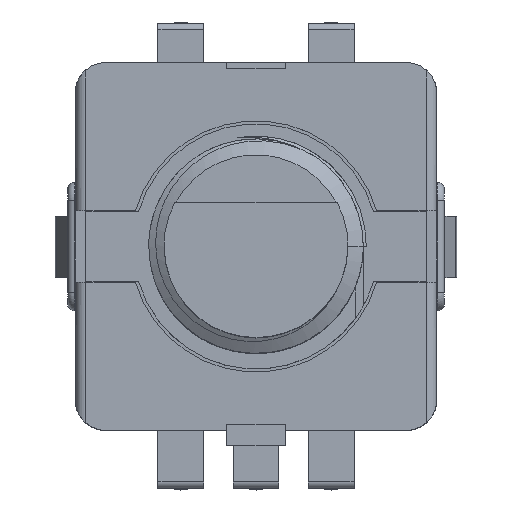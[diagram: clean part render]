
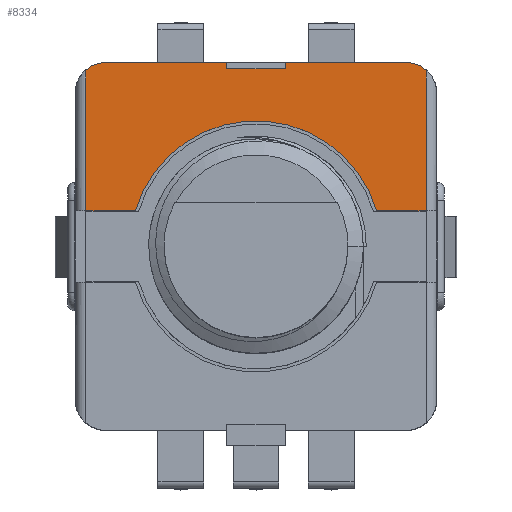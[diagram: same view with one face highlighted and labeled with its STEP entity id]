
A CAD part, top view. The second image highlights one B-rep face of the part: STEP entity #8334.
In plain terms, the highlighted planar face has unit normal (0, 0, 1).
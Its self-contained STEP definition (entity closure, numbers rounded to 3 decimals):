
#295=CIRCLE('',#8974,1.);
#297=CIRCLE('',#8977,4.1);
#298=CIRCLE('',#8978,1.);
#703=FACE_OUTER_BOUND('',#1176,.T.);
#1176=EDGE_LOOP('',(#6138,#6139,#6140,#6141,#6142,#6143,#6144,#6145,#6146,
#6147,#6148,#6149));
#1770=LINE('',#12551,#2643);
#1809=LINE('',#12658,#2682);
#1814=LINE('',#12676,#2687);
#1815=LINE('',#12678,#2688);
#1816=LINE('',#12682,#2689);
#1817=LINE('',#12684,#2690);
#1818=LINE('',#12686,#2691);
#1819=LINE('',#12688,#2692);
#1820=LINE('',#12689,#2693);
#2643=VECTOR('',#10307,1.);
#2682=VECTOR('',#10412,1.);
#2687=VECTOR('',#10431,1.);
#2688=VECTOR('',#10432,1.);
#2689=VECTOR('',#10435,1.);
#2690=VECTOR('',#10436,1.);
#2691=VECTOR('',#10437,1.);
#2692=VECTOR('',#10438,1.);
#2693=VECTOR('',#10439,1.);
#3491=VERTEX_POINT('',#12548);
#3492=VERTEX_POINT('',#12550);
#3518=VERTEX_POINT('',#12657);
#3521=VERTEX_POINT('',#12667);
#3523=VERTEX_POINT('',#12673);
#3524=VERTEX_POINT('',#12675);
#3525=VERTEX_POINT('',#12677);
#3526=VERTEX_POINT('',#12679);
#3527=VERTEX_POINT('',#12681);
#3528=VERTEX_POINT('',#12683);
#3529=VERTEX_POINT('',#12685);
#3530=VERTEX_POINT('',#12687);
#4398=EDGE_CURVE('',#3491,#3492,#1770,.T.);
#4449=EDGE_CURVE('',#3491,#3518,#1809,.T.);
#4454=EDGE_CURVE('',#3521,#3492,#295,.T.);
#4457=EDGE_CURVE('',#3523,#3518,#297,.T.);
#4458=EDGE_CURVE('',#3524,#3523,#1814,.T.);
#4459=EDGE_CURVE('',#3524,#3525,#1815,.T.);
#4460=EDGE_CURVE('',#3526,#3525,#298,.T.);
#4461=EDGE_CURVE('',#3527,#3526,#1816,.T.);
#4462=EDGE_CURVE('',#3528,#3527,#1817,.T.);
#4463=EDGE_CURVE('',#3529,#3528,#1818,.T.);
#4464=EDGE_CURVE('',#3530,#3529,#1819,.T.);
#4465=EDGE_CURVE('',#3521,#3530,#1820,.T.);
#6138=ORIENTED_EDGE('',*,*,#4449,.T.);
#6139=ORIENTED_EDGE('',*,*,#4457,.F.);
#6140=ORIENTED_EDGE('',*,*,#4458,.F.);
#6141=ORIENTED_EDGE('',*,*,#4459,.T.);
#6142=ORIENTED_EDGE('',*,*,#4460,.F.);
#6143=ORIENTED_EDGE('',*,*,#4461,.F.);
#6144=ORIENTED_EDGE('',*,*,#4462,.F.);
#6145=ORIENTED_EDGE('',*,*,#4463,.F.);
#6146=ORIENTED_EDGE('',*,*,#4464,.F.);
#6147=ORIENTED_EDGE('',*,*,#4465,.F.);
#6148=ORIENTED_EDGE('',*,*,#4454,.T.);
#6149=ORIENTED_EDGE('',*,*,#4398,.F.);
#7546=PLANE('',#8976);
#8334=ADVANCED_FACE('',(#703),#7546,.F.);
#8974=AXIS2_PLACEMENT_3D('',#12668,#10422,#10423);
#8976=AXIS2_PLACEMENT_3D('',#12672,#10427,#10428);
#8977=AXIS2_PLACEMENT_3D('',#12674,#10429,#10430);
#8978=AXIS2_PLACEMENT_3D('',#12680,#10433,#10434);
#10307=DIRECTION('',(0.,1.,0.));
#10412=DIRECTION('',(1.,0.,0.));
#10422=DIRECTION('center_axis',(0.,0.,1.));
#10423=DIRECTION('ref_axis',(1.,0.,0.));
#10427=DIRECTION('center_axis',(0.,0.,-1.));
#10428=DIRECTION('ref_axis',(1.,0.,0.));
#10429=DIRECTION('center_axis',(0.,0.,1.));
#10430=DIRECTION('ref_axis',(-1.,0.,0.));
#10431=DIRECTION('',(-1.,0.,0.));
#10432=DIRECTION('',(0.,1.,0.));
#10433=DIRECTION('center_axis',(0.,0.,-1.));
#10434=DIRECTION('ref_axis',(-1.,0.,0.));
#10435=DIRECTION('',(1.,0.,0.));
#10436=DIRECTION('',(0.,1.,0.));
#10437=DIRECTION('',(1.,0.,0.));
#10438=DIRECTION('',(0.,-1.,0.));
#10439=DIRECTION('',(1.,0.,0.));
#12548=CARTESIAN_POINT('',(-5.55,1.16,6.455));
#12550=CARTESIAN_POINT('',(-5.55,5.76,6.455));
#12551=CARTESIAN_POINT('',(-5.55,-6.,6.455));
#12657=CARTESIAN_POINT('',(-3.932,1.16,6.455));
#12658=CARTESIAN_POINT('',(-7.,1.16,6.455));
#12667=CARTESIAN_POINT('',(-4.9,6.,6.455));
#12668=CARTESIAN_POINT('Origin',(-4.9,5.,6.455));
#12672=CARTESIAN_POINT('Origin',(-5.55,-6.,6.455));
#12673=CARTESIAN_POINT('',(3.932,1.16,6.455));
#12674=CARTESIAN_POINT('Origin',(0.,0.,6.455));
#12675=CARTESIAN_POINT('',(5.55,1.16,6.455));
#12676=CARTESIAN_POINT('',(7.,1.16,6.455));
#12677=CARTESIAN_POINT('',(5.55,5.76,6.455));
#12678=CARTESIAN_POINT('',(5.55,-6.,6.455));
#12679=CARTESIAN_POINT('',(4.9,6.,6.455));
#12680=CARTESIAN_POINT('Origin',(4.9,5.,6.455));
#12681=CARTESIAN_POINT('',(0.953,6.,6.455));
#12682=CARTESIAN_POINT('',(-5.55,6.,6.455));
#12683=CARTESIAN_POINT('',(0.953,5.795,6.455));
#12684=CARTESIAN_POINT('',(0.953,5.795,6.455));
#12685=CARTESIAN_POINT('',(-0.953,5.795,6.455));
#12686=CARTESIAN_POINT('',(-0.953,5.795,6.455));
#12687=CARTESIAN_POINT('',(-0.953,6.,6.455));
#12688=CARTESIAN_POINT('',(-0.953,6.,6.455));
#12689=CARTESIAN_POINT('',(-5.55,6.,6.455));
